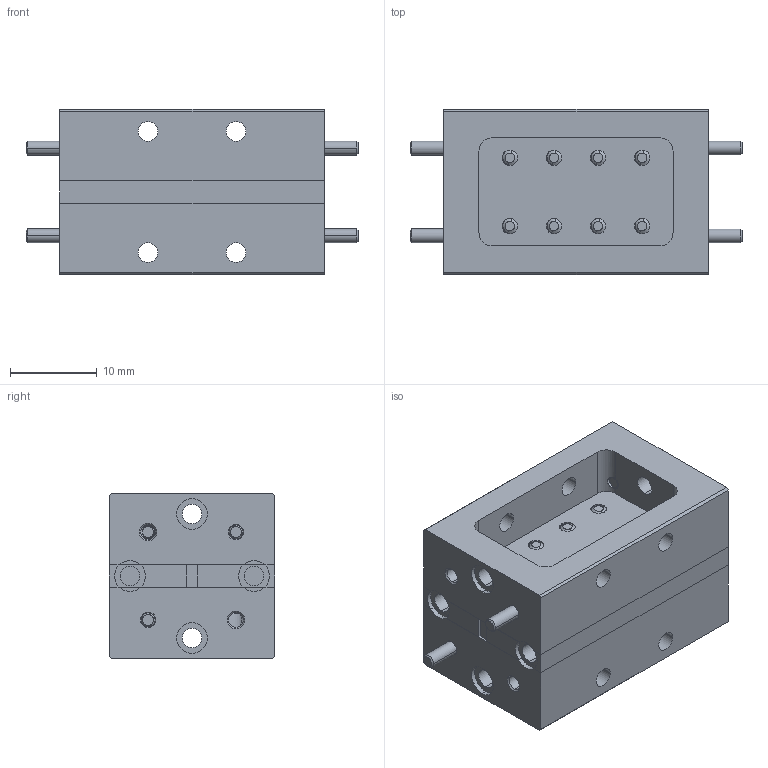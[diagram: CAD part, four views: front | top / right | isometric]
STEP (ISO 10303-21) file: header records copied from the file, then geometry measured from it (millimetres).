
FILE_DESCRIPTION (( 'STEP AP203' ), '1' );
FILE_NAME ('SWF-11412440-10-L1.STEP', '2018-11-06T01:08:33', ( '' ), ( '' ), 'SwSTEP 2.0', 'SolidWorks 2016', '' );
FILE_SCHEMA (( 'CONFIG_CONTROL_DESIGN' ));
Length unit declared in the file: inch
Products named in the file (1): SWF-11412440-10-L1
Bounding box: 38.23 x 19.05 x 19.05 mm (x, y, z)
Volume: 7660.6 mm3; surface area: 8812.2 mm2
Topology: 28 solids, 28 shells, 1166 faces, 3076 edges, 1976 vertices
Faces by surface type: cylinder 764, plane 210, cone 176, bspline 16
Entity records: 49309 total; most frequent: CARTESIAN_POINT 23499, ORIENTED_EDGE 6120, DIRECTION 4714, EDGE_CURVE 3060, VERTEX_POINT 1976, AXIS2_PLACEMENT_3D 1751, EDGE_LOOP 1288, VECTOR 1212
